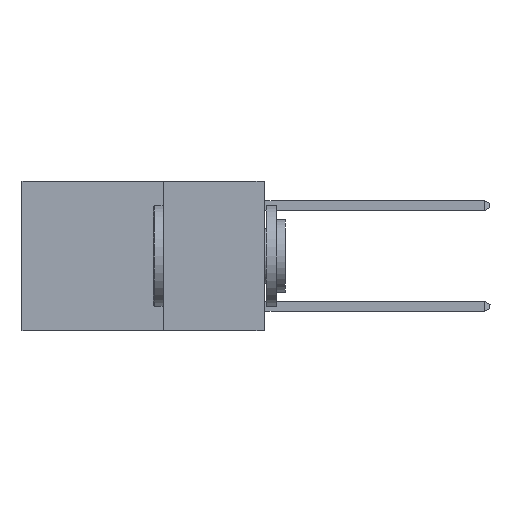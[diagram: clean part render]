
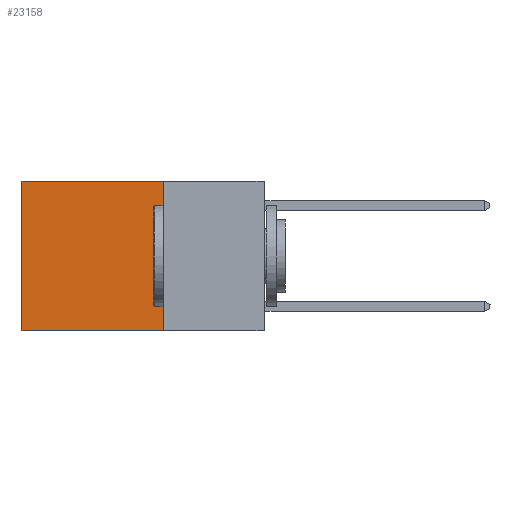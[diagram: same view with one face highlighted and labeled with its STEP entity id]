
A CAD part, left-side view. The second image highlights one B-rep face of the part: STEP entity #23158.
In plain terms, the highlighted planar face has unit normal (-1, 0, 0).
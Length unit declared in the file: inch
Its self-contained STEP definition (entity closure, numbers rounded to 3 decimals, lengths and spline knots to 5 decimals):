
#516 = DIRECTION ( 'NONE',  ( 1., 0., 0. ) ) ;
#819 = VECTOR ( 'NONE', #14352, 39.37008 ) ;
#927 = VECTOR ( 'NONE', #14428, 39.37008 ) ;
#1888 = EDGE_CURVE ( 'NONE', #23818, #19370, #19035, .T. ) ;
#2600 = EDGE_CURVE ( 'NONE', #14045, #23818, #20503, .T. ) ;
#2990 = LINE ( 'NONE', #12900, #23656 ) ;
#3099 = CARTESIAN_POINT ( 'NONE',  ( 0.2625, 0.25, 0. ) ) ;
#3354 = VECTOR ( 'NONE', #21412, 39.37008 ) ;
#3516 = DIRECTION ( 'NONE',  ( 0., 0., -1. ) ) ;
#7094 = ORIENTED_EDGE ( 'NONE', *, *, #2600, .F. ) ;
#8576 = CARTESIAN_POINT ( 'NONE',  ( 0.2625, 0.25, 0. ) ) ;
#9184 = VERTEX_POINT ( 'NONE', #18170 ) ;
#11869 = ORIENTED_EDGE ( 'NONE', *, *, #1888, .F. ) ;
#11974 = EDGE_CURVE ( 'NONE', #14045, #9184, #20985, .T. ) ;
#12900 = CARTESIAN_POINT ( 'NONE',  ( 0.2625, 0.6, 0. ) ) ;
#13796 = DIRECTION ( 'NONE',  ( 0., 0., -1. ) ) ;
#14045 = VERTEX_POINT ( 'NONE', #8576 ) ;
#14352 = DIRECTION ( 'NONE',  ( 0., 1., 0. ) ) ;
#14428 = DIRECTION ( 'NONE',  ( 0., 0., -1. ) ) ;
#14964 = EDGE_LOOP ( 'NONE', ( #17151, #11869, #7094, #21928 ) ) ;
#17151 = ORIENTED_EDGE ( 'NONE', *, *, #19383, .T. ) ;
#17613 = FACE_OUTER_BOUND ( 'NONE', #14964, .T. ) ;
#17818 = CARTESIAN_POINT ( 'NONE',  ( 0.2625, 0.25, -0.37 ) ) ;
#18086 = CARTESIAN_POINT ( 'NONE',  ( 0.2625, 0.25, 0. ) ) ;
#18170 = CARTESIAN_POINT ( 'NONE',  ( 0.2625, 0.6, 0. ) ) ;
#19035 = LINE ( 'NONE', #19596, #3354 ) ;
#19370 = VERTEX_POINT ( 'NONE', #24188 ) ;
#19383 = EDGE_CURVE ( 'NONE', #9184, #19370, #2990, .T. ) ;
#19596 = CARTESIAN_POINT ( 'NONE',  ( 0.2625, 0.25, -0.37 ) ) ;
#20503 = LINE ( 'NONE', #3099, #927 ) ;
#20985 = LINE ( 'NONE', #18086, #819 ) ;
#21243 = AXIS2_PLACEMENT_3D ( 'NONE', #21337, #516, #13796 ) ;
#21337 = CARTESIAN_POINT ( 'NONE',  ( 0.2625, 0.25, 0. ) ) ;
#21412 = DIRECTION ( 'NONE',  ( 0., 1., 0. ) ) ;
#21928 = ORIENTED_EDGE ( 'NONE', *, *, #11974, .T. ) ;
#23158 = ADVANCED_FACE ( 'NONE', ( #17613 ), #23203, .F. ) ;
#23203 = PLANE ( 'NONE',  #21243 ) ;
#23656 = VECTOR ( 'NONE', #3516, 39.37008 ) ;
#23818 = VERTEX_POINT ( 'NONE', #17818 ) ;
#24188 = CARTESIAN_POINT ( 'NONE',  ( 0.2625, 0.6, -0.37 ) ) ;
